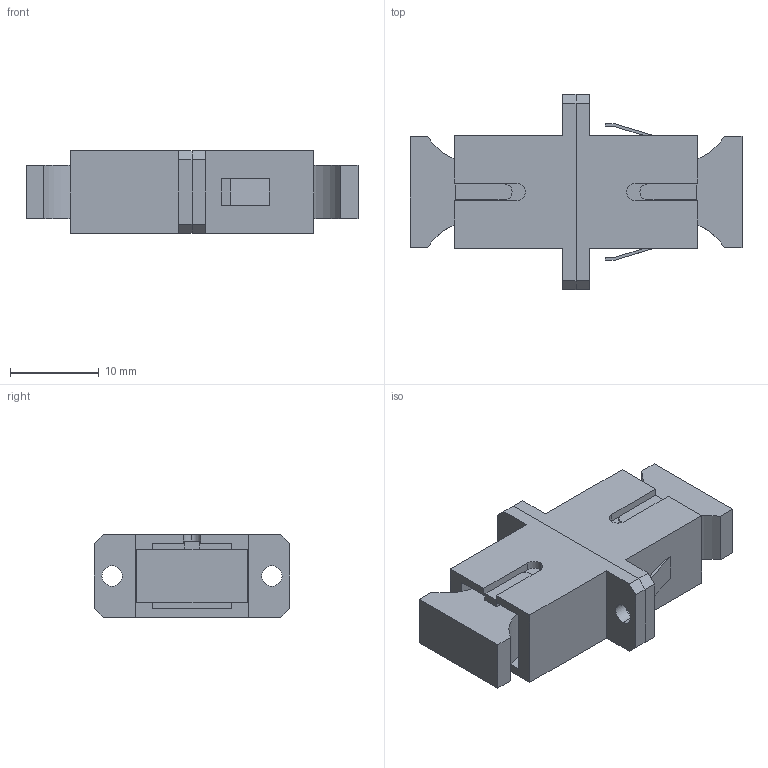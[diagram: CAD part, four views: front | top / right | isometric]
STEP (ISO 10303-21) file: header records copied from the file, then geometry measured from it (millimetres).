
FILE_DESCRIPTION (( 'STEP AP203' ), '1' );
FILE_NAME ('FC1-SCUSCU1C-SM ITK Ïðîõîäíîé àäàïòåð SC-SC, (SM_MM), UPC, (Simplex).STEP', '2017-09-13T09:08:32', ( '' ), ( '' ), 'SwSTEP 2.0', 'SolidWorks 2014', '' );
FILE_SCHEMA (( 'CONFIG_CONTROL_DESIGN' ));
Length unit declared in the file: millimetre
Products named in the file (2): FC1-SCUSCU1C-SM ITK Ïðîõîäíîé àäàïòåð SC-SC, (SM_MM), UPC, (Simplex)
Bounding box: 37.4 x 22 x 9.3 mm (x, y, z)
Volume: 3187.8 mm3; surface area: 4673.5 mm2
Topology: 6 solids, 6 shells, 173 faces, 449 edges, 298 vertices
Faces by surface type: plane 122, cylinder 47, cone 4
Entity records: 5454 total; most frequent: CARTESIAN_POINT 922, DIRECTION 905, ORIENTED_EDGE 898, EDGE_CURVE 449, VECTOR 343, LINE 343, VERTEX_POINT 298, AXIS2_PLACEMENT_3D 281
